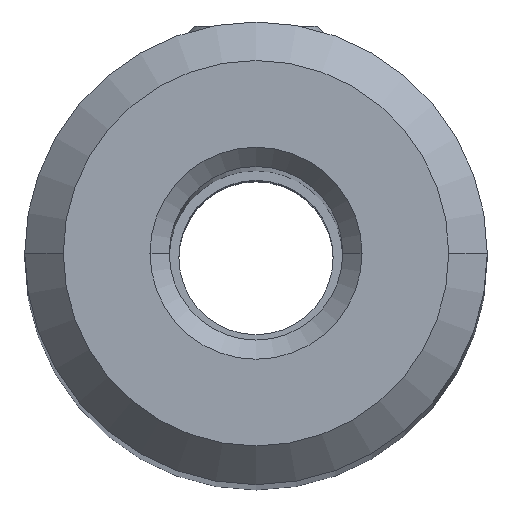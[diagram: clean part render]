
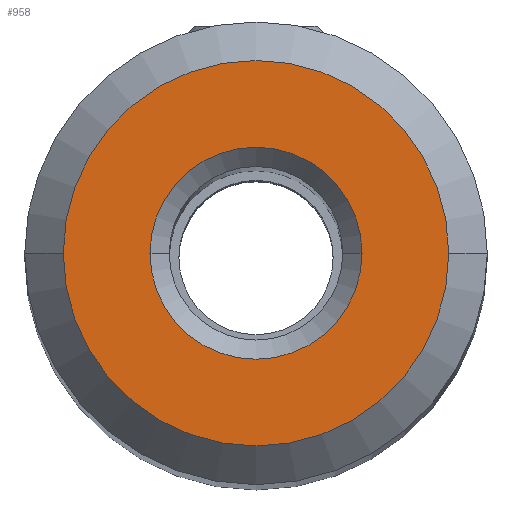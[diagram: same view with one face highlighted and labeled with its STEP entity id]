
A CAD part, top view. The second image highlights one B-rep face of the part: STEP entity #958.
In plain terms, the highlighted planar face has unit normal (0, 0, 1).
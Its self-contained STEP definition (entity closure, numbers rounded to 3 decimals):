
#366=EDGE_CURVE('NONE',#896,#922,#1015,.T.);
#418=VERTEX_POINT('NONE',#1071);
#436=EDGE_CURVE('NONE',#922,#896,#1090,.T.);
#442=VERTEX_POINT('NONE',#1098);
#476=EDGE_CURVE('NONE',#418,#442,#1137,.T.);
#866=EDGE_CURVE('NONE',#442,#418,#1582,.T.);
#896=VERTEX_POINT('NONE',#1613);
#922=VERTEX_POINT('NONE',#1641);
#958=ADVANCED_FACE('NONE',(#1680,#1681),#1682,.T.);
#1015=CIRCLE('',#1737,5.);
#1071=CARTESIAN_POINT('',(-2.75,0.,85.0));
#1090=CIRCLE('',#1877,5.);
#1098=CARTESIAN_POINT('',(2.75,0.0,85.0));
#1137=CIRCLE('',#1974,2.75);
#1582=CIRCLE('',#2695,2.75);
#1613=CARTESIAN_POINT('',(5.,0.,85.0));
#1641=CARTESIAN_POINT('',(-5.,0.0,85.0));
#1680=FACE_OUTER_BOUND('',#2859,.T.);
#1681=FACE_BOUND('',#2860,.T.);
#1682=PLANE('',#2861);
#1737=AXIS2_PLACEMENT_3D('',#2917,#2918,#2919);
#1877=AXIS2_PLACEMENT_3D('',#2991,#2992,#2993);
#1974=AXIS2_PLACEMENT_3D('',#3062,#3063,#3064);
#2695=AXIS2_PLACEMENT_3D('',#3613,#3614,#3615);
#2859=EDGE_LOOP('',(#3700,#3701));
#2860=EDGE_LOOP('',(#3702,#3703));
#2861=AXIS2_PLACEMENT_3D('',#3704,#3705,#3706);
#2917=CARTESIAN_POINT('',(0.0,0.0,85.0));
#2918=DIRECTION('',(0.0,0.0,1.0));
#2919=DIRECTION('',(1.0,0.0,0.0));
#2991=CARTESIAN_POINT('',(0.0,0.0,85.0));
#2992=DIRECTION('',(0.0,0.0,1.0));
#2993=DIRECTION('',(1.0,0.0,0.0));
#3062=CARTESIAN_POINT('',(0.0,0.0,85.0));
#3063=DIRECTION('',(0.0,0.0,-1.0));
#3064=DIRECTION('',(1.0,0.0,0.0));
#3613=CARTESIAN_POINT('',(0.0,0.0,85.0));
#3614=DIRECTION('',(0.0,0.0,-1.0));
#3615=DIRECTION('',(1.0,0.0,0.0));
#3700=ORIENTED_EDGE('',*,*,#436,.T.);
#3701=ORIENTED_EDGE('',*,*,#366,.T.);
#3702=ORIENTED_EDGE('',*,*,#866,.T.);
#3703=ORIENTED_EDGE('',*,*,#476,.T.);
#3704=CARTESIAN_POINT('',(0.0,6.,85.0));
#3705=DIRECTION('',(0.0,0.0,1.0));
#3706=DIRECTION('',(1.0,0.0,0.0));
